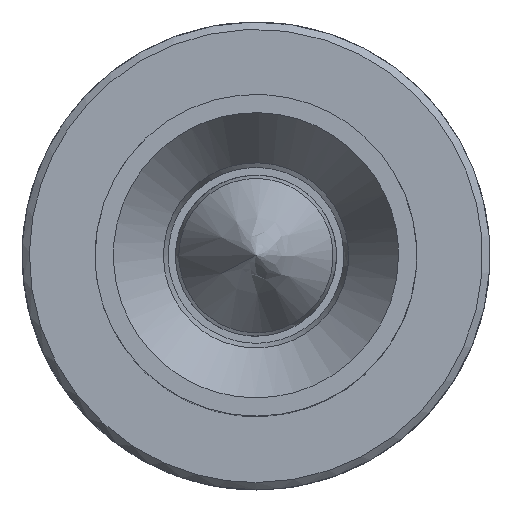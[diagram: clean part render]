
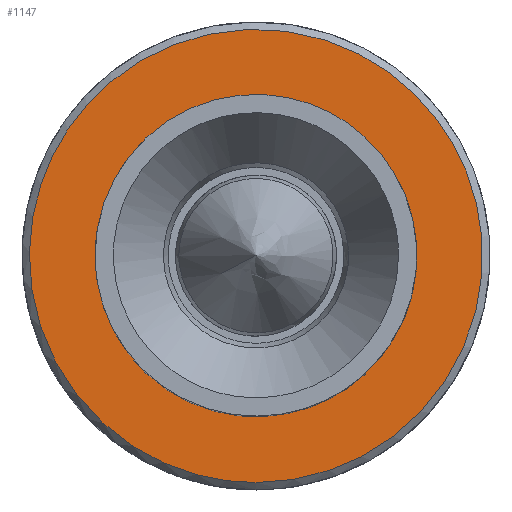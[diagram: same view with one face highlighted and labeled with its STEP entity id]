
A CAD part, top view. The second image highlights one B-rep face of the part: STEP entity #1147.
In plain terms, the highlighted free-form (B-spline) face has degree [1, 1] with [2, 2] control points.
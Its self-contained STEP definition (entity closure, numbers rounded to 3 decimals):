
#1089=CARTESIAN_POINT('V44',(-69.486,-43.107,
   43.6));
#1090=VERTEX_POINT('V44',#1089);
#1091=CARTESIAN_POINT('E68',(-69.486,-43.107,
   43.6));
#1092=CARTESIAN_POINT('E68',(-69.486,-62.16,
   43.6));
#1093=CARTESIAN_POINT('E68',(-52.986,-52.634,
   43.6));
#1094=CARTESIAN_POINT('E68',(-36.486,-43.107,
   43.6));
#1095=CARTESIAN_POINT('E68',(-52.986,-33.581,
   43.6));
#1096=CARTESIAN_POINT('E68',(-69.486,-24.055,
   43.6));
#1097=CARTESIAN_POINT('E68',(-69.486,-43.107,
   43.6));
#1105=(BOUNDED_CURVE()B_SPLINE_CURVE(2,(#1091,#1092,#1093,#1094,
   #1095,#1096,#1097),.CIRCULAR_ARC.,.T.,.U.)
   B_SPLINE_CURVE_WITH_KNOTS((3,2,2,3),(0.0,0.333,
   0.667,1.0),.UNSPECIFIED.)CURVE()
   GEOMETRIC_REPRESENTATION_ITEM()RATIONAL_B_SPLINE_CURVE((1.0,
   0.5,1.0,0.5,1.0,0.5,1.0)
   )REPRESENTATION_ITEM('E68'));
#1106=EDGE_CURVE('E68',#1090,#1090,#1105,.T.);
#1118=CARTESIAN_POINT('F35',(-75.286,-26.307,
   43.6));
#1119=CARTESIAN_POINT('F35',(-75.286,-59.907,
   43.6));
#1120=CARTESIAN_POINT('F35',(-41.686,-26.307,
   43.6));
#1121=CARTESIAN_POINT('F35',(-41.686,-59.907,
   43.6));
#1122=QUASI_UNIFORM_SURFACE('F35',1,1,((#1118,#1120),(#1119,#1121))
,.PLANE_SURF.,.F.,.F.,.U.);
#1123=CARTESIAN_POINT('V17',(-58.486,-58.607,
   43.6));
#1124=VERTEX_POINT('V17',#1123);
#1125=CARTESIAN_POINT('E26',(-58.486,-58.607,
   43.6));
#1126=CARTESIAN_POINT('E26',(-31.639,-58.607,
   43.6));
#1127=CARTESIAN_POINT('E26',(-45.063,-35.357,
   43.6));
#1128=CARTESIAN_POINT('E26',(-58.486,-12.107,
   43.6));
#1129=CARTESIAN_POINT('E26',(-71.91,-35.357,
   43.6));
#1130=CARTESIAN_POINT('E26',(-85.333,-58.607,
   43.6));
#1131=CARTESIAN_POINT('E26',(-58.486,-58.607,
   43.6));
#1139=(BOUNDED_CURVE()B_SPLINE_CURVE(2,(#1125,#1126,#1127,#1128,
   #1129,#1130,#1131),.CIRCULAR_ARC.,.T.,.U.)
   B_SPLINE_CURVE_WITH_KNOTS((3,2,2,3),(2.0,47.91,
   93.82,139.729),.UNSPECIFIED.)CURVE()
   GEOMETRIC_REPRESENTATION_ITEM()RATIONAL_B_SPLINE_CURVE((1.0,
   0.5,1.0,0.5,1.0,0.5,1.0)
   )REPRESENTATION_ITEM('E26'));
#1140=EDGE_CURVE('E26',#1124,#1124,#1139,.T.);
#1141=ORIENTED_EDGE('E26',*,*,#1140,.T.);
#1142=EDGE_LOOP('F35',(#1141));
#1143=FACE_OUTER_BOUND('F35',#1142,.T.);
#1144=ORIENTED_EDGE('E68',*,*,#1106,.F.);
#1145=EDGE_LOOP('F35',(#1144));
#1146=FACE_BOUND('F35',#1145,.T.);
#1147=ADVANCED_FACE('F35',(#1143,#1146),#1122,.T.);
